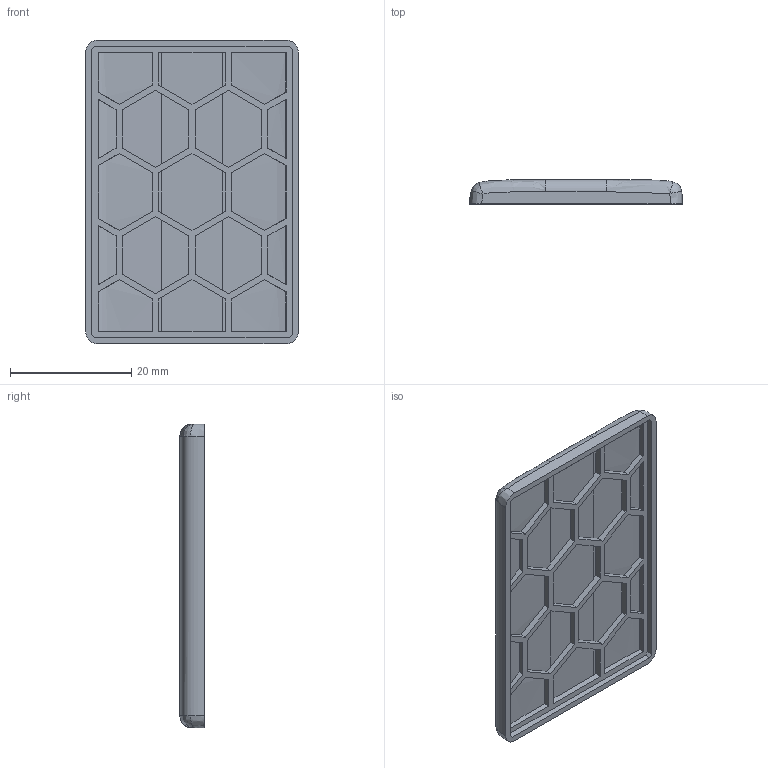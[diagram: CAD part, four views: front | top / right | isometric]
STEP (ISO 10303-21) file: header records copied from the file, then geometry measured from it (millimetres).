
FILE_DESCRIPTION(/* description */ (''),/* implementation_level */ '2;1');
FILE_NAME(/* name */ 'SensorTop_lid.stp',/* time_stamp */ '2016-10-25T08:48:12+02:00',/* author */ ('Andy'),/* organization */ (''),/* preprocessor_version */ 'ST-DEVELOPER v16.1',/* originating_system */ 'Autodesk Inventor 2016',/* authorisation */ '');
FILE_SCHEMA (('AUTOMOTIVE_DESIGN { 1 0 10303 214 3 1 1 }'));
Length unit declared in the file: millimetre
Products named in the file (1): Sensor_oben
Bounding box: 35.01 x 4 x 50 mm (x, y, z)
Volume: 3938 mm3; surface area: 4708.6 mm2
Topology: 1 solids, 1 shells, 368 faces, 996 edges, 660 vertices
Faces by surface type: bspline 188, plane 178, cylinder 2
Entity records: 13348 total; most frequent: CARTESIAN_POINT 5501, ORIENTED_EDGE 1984, EDGE_CURVE 992, DIRECTION 918, VERTEX_POINT 660, LINE 548, VECTOR 548, B_SPLINE_CURVE_WITH_KNOTS 440
